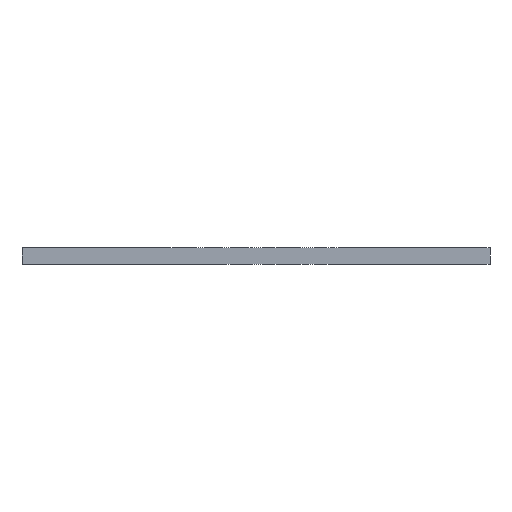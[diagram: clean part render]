
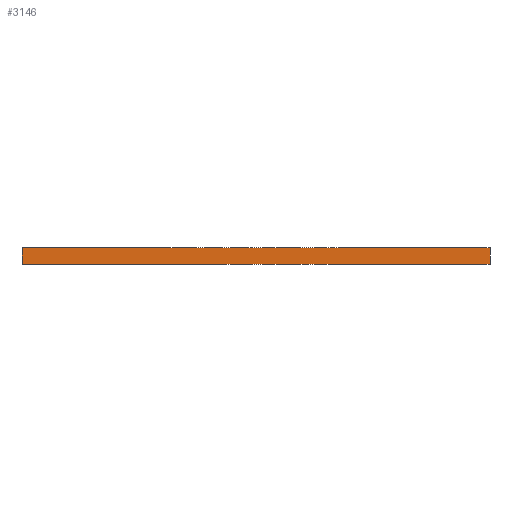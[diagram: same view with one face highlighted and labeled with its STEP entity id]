
A CAD part, front view. The second image highlights one B-rep face of the part: STEP entity #3146.
In plain terms, the highlighted planar face has unit normal (0, -1, 0).
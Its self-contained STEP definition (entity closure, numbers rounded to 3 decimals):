
#84 = PLANE('',#85);
#85 = AXIS2_PLACEMENT_3D('',#86,#87,#88);
#86 = CARTESIAN_POINT('',(148.229,-105.509,1.6));
#87 = DIRECTION('',(0.,0.,1.));
#88 = DIRECTION('',(1.,0.,-0.));
#139 = PLANE('',#140);
#140 = AXIS2_PLACEMENT_3D('',#141,#142,#143);
#141 = CARTESIAN_POINT('',(148.229,-105.509,0.));
#142 = DIRECTION('',(0.,0.,1.));
#143 = DIRECTION('',(1.,0.,-0.));
#388 = VERTEX_POINT('',#389);
#389 = CARTESIAN_POINT('',(125.641,-129.769,0.));
#403 = PLANE('',#404);
#404 = AXIS2_PLACEMENT_3D('',#405,#406,#407);
#405 = CARTESIAN_POINT('',(125.641,-122.149,0.));
#406 = DIRECTION('',(1.,0.,-0.));
#407 = DIRECTION('',(0.,-1.,0.));
#415 = EDGE_CURVE('',#388,#416,#418,.T.);
#416 = VERTEX_POINT('',#417);
#417 = CARTESIAN_POINT('',(171.361,-129.769,0.));
#418 = SURFACE_CURVE('',#419,(#423,#430),.PCURVE_S1.);
#419 = LINE('',#420,#421);
#420 = CARTESIAN_POINT('',(125.641,-129.769,0.));
#421 = VECTOR('',#422,1.);
#422 = DIRECTION('',(1.,0.,0.));
#423 = PCURVE('',#139,#424);
#424 = DEFINITIONAL_REPRESENTATION('',(#425),#429);
#425 = LINE('',#426,#427);
#426 = CARTESIAN_POINT('',(-22.588,-24.26));
#427 = VECTOR('',#428,1.);
#428 = DIRECTION('',(1.,0.));
#429 = ( GEOMETRIC_REPRESENTATION_CONTEXT(2) 
PARAMETRIC_REPRESENTATION_CONTEXT() REPRESENTATION_CONTEXT('2D SPACE',''
  ) );
#430 = PCURVE('',#431,#436);
#431 = PLANE('',#432);
#432 = AXIS2_PLACEMENT_3D('',#433,#434,#435);
#433 = CARTESIAN_POINT('',(125.641,-129.769,0.));
#434 = DIRECTION('',(0.,1.,0.));
#435 = DIRECTION('',(1.,0.,0.));
#436 = DEFINITIONAL_REPRESENTATION('',(#437),#441);
#437 = LINE('',#438,#439);
#438 = CARTESIAN_POINT('',(0.,0.));
#439 = VECTOR('',#440,1.);
#440 = DIRECTION('',(1.,0.));
#441 = ( GEOMETRIC_REPRESENTATION_CONTEXT(2) 
PARAMETRIC_REPRESENTATION_CONTEXT() REPRESENTATION_CONTEXT('2D SPACE',''
  ) );
#459 = PLANE('',#460);
#460 = AXIS2_PLACEMENT_3D('',#461,#462,#463);
#461 = CARTESIAN_POINT('',(171.361,-129.769,0.));
#462 = DIRECTION('',(-1.,0.,0.));
#463 = DIRECTION('',(0.,1.,0.));
#1866 = VERTEX_POINT('',#1867);
#1867 = CARTESIAN_POINT('',(125.641,-129.769,1.6));
#1888 = EDGE_CURVE('',#1866,#1889,#1891,.T.);
#1889 = VERTEX_POINT('',#1890);
#1890 = CARTESIAN_POINT('',(171.361,-129.769,1.6));
#1891 = SURFACE_CURVE('',#1892,(#1896,#1903),.PCURVE_S1.);
#1892 = LINE('',#1893,#1894);
#1893 = CARTESIAN_POINT('',(125.641,-129.769,1.6));
#1894 = VECTOR('',#1895,1.);
#1895 = DIRECTION('',(1.,0.,0.));
#1896 = PCURVE('',#84,#1897);
#1897 = DEFINITIONAL_REPRESENTATION('',(#1898),#1902);
#1898 = LINE('',#1899,#1900);
#1899 = CARTESIAN_POINT('',(-22.588,-24.26));
#1900 = VECTOR('',#1901,1.);
#1901 = DIRECTION('',(1.,0.));
#1902 = ( GEOMETRIC_REPRESENTATION_CONTEXT(2) 
PARAMETRIC_REPRESENTATION_CONTEXT() REPRESENTATION_CONTEXT('2D SPACE',''
  ) );
#1903 = PCURVE('',#431,#1904);
#1904 = DEFINITIONAL_REPRESENTATION('',(#1905),#1909);
#1905 = LINE('',#1906,#1907);
#1906 = CARTESIAN_POINT('',(0.,-1.6));
#1907 = VECTOR('',#1908,1.);
#1908 = DIRECTION('',(1.,0.));
#1909 = ( GEOMETRIC_REPRESENTATION_CONTEXT(2) 
PARAMETRIC_REPRESENTATION_CONTEXT() REPRESENTATION_CONTEXT('2D SPACE',''
  ) );
#3096 = EDGE_CURVE('',#416,#1889,#3097,.T.);
#3097 = SURFACE_CURVE('',#3098,(#3102,#3109),.PCURVE_S1.);
#3098 = LINE('',#3099,#3100);
#3099 = CARTESIAN_POINT('',(171.361,-129.769,0.));
#3100 = VECTOR('',#3101,1.);
#3101 = DIRECTION('',(0.,0.,1.));
#3102 = PCURVE('',#459,#3103);
#3103 = DEFINITIONAL_REPRESENTATION('',(#3104),#3108);
#3104 = LINE('',#3105,#3106);
#3105 = CARTESIAN_POINT('',(0.,0.));
#3106 = VECTOR('',#3107,1.);
#3107 = DIRECTION('',(0.,-1.));
#3108 = ( GEOMETRIC_REPRESENTATION_CONTEXT(2) 
PARAMETRIC_REPRESENTATION_CONTEXT() REPRESENTATION_CONTEXT('2D SPACE',''
  ) );
#3109 = PCURVE('',#431,#3110);
#3110 = DEFINITIONAL_REPRESENTATION('',(#3111),#3115);
#3111 = LINE('',#3112,#3113);
#3112 = CARTESIAN_POINT('',(45.72,0.));
#3113 = VECTOR('',#3114,1.);
#3114 = DIRECTION('',(0.,-1.));
#3115 = ( GEOMETRIC_REPRESENTATION_CONTEXT(2) 
PARAMETRIC_REPRESENTATION_CONTEXT() REPRESENTATION_CONTEXT('2D SPACE',''
  ) );
#3146 = ADVANCED_FACE('',(#3147),#431,.F.);
#3147 = FACE_BOUND('',#3148,.F.);
#3148 = EDGE_LOOP('',(#3149,#3170,#3171,#3172));
#3149 = ORIENTED_EDGE('',*,*,#3150,.T.);
#3150 = EDGE_CURVE('',#388,#1866,#3151,.T.);
#3151 = SURFACE_CURVE('',#3152,(#3156,#3163),.PCURVE_S1.);
#3152 = LINE('',#3153,#3154);
#3153 = CARTESIAN_POINT('',(125.641,-129.769,0.));
#3154 = VECTOR('',#3155,1.);
#3155 = DIRECTION('',(0.,0.,1.));
#3156 = PCURVE('',#431,#3157);
#3157 = DEFINITIONAL_REPRESENTATION('',(#3158),#3162);
#3158 = LINE('',#3159,#3160);
#3159 = CARTESIAN_POINT('',(0.,0.));
#3160 = VECTOR('',#3161,1.);
#3161 = DIRECTION('',(0.,-1.));
#3162 = ( GEOMETRIC_REPRESENTATION_CONTEXT(2) 
PARAMETRIC_REPRESENTATION_CONTEXT() REPRESENTATION_CONTEXT('2D SPACE',''
  ) );
#3163 = PCURVE('',#403,#3164);
#3164 = DEFINITIONAL_REPRESENTATION('',(#3165),#3169);
#3165 = LINE('',#3166,#3167);
#3166 = CARTESIAN_POINT('',(7.62,0.));
#3167 = VECTOR('',#3168,1.);
#3168 = DIRECTION('',(0.,-1.));
#3169 = ( GEOMETRIC_REPRESENTATION_CONTEXT(2) 
PARAMETRIC_REPRESENTATION_CONTEXT() REPRESENTATION_CONTEXT('2D SPACE',''
  ) );
#3170 = ORIENTED_EDGE('',*,*,#1888,.T.);
#3171 = ORIENTED_EDGE('',*,*,#3096,.F.);
#3172 = ORIENTED_EDGE('',*,*,#415,.F.);
